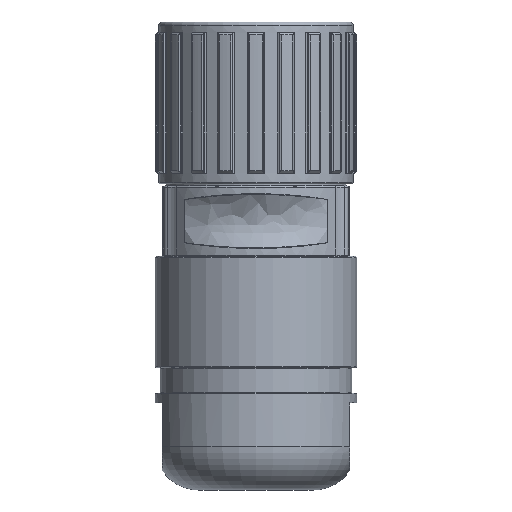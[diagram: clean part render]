
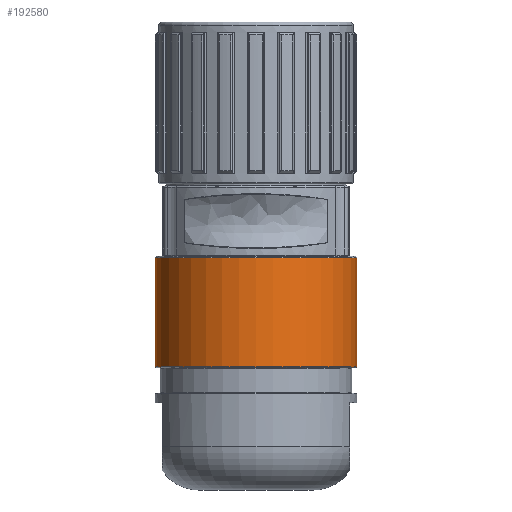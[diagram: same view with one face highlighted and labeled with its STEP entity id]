
A CAD part, front view. The second image highlights one B-rep face of the part: STEP entity #192580.
In plain terms, the highlighted cylindrical face has radius 14 mm (diameter 28 mm), a partial arc.
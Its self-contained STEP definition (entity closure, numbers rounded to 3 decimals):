
#810=CARTESIAN_POINT('',(14.,0.,
-21.5));
#820=VERTEX_POINT('',#810);
#850=CARTESIAN_POINT('',(0.,0.,
-21.5));
#860=DIRECTION('',(0.,0.,-1.));
#870=DIRECTION('',(-1.,0.,0.));
#880=AXIS2_PLACEMENT_3D('',#850,#860,#870);
#890=CIRCLE('',#880,14.);
#900=CARTESIAN_POINT('',(0.,-14.,-21.5));
#910=VERTEX_POINT('',#900);
#920=EDGE_CURVE('',#820,#910,#890,.T.);
#940=CARTESIAN_POINT('',(-14.,0.,
-21.5));
#950=VERTEX_POINT('',#940);
#960=EDGE_CURVE('',#910,#950,#890,.T.);
#58620=CARTESIAN_POINT('',(0.,0.,
-36.7));
#58630=DIRECTION('',(0.,0.,1.));
#58640=DIRECTION('',(1.,0.,-0.));
#58650=AXIS2_PLACEMENT_3D('',#58620,#58630,#58640);
#58660=CIRCLE('',#58650,14.);
#58670=CARTESIAN_POINT('',(0.,-14.,-36.7));
#58680=VERTEX_POINT('',#58670);
#58690=CARTESIAN_POINT('',(14.,0.,-36.7)
);
#58700=VERTEX_POINT('',#58690);
#58710=EDGE_CURVE('',#58680,#58700,#58660,.T.);
#59000=CARTESIAN_POINT('',(-14.,0.,-36.7
));
#59010=VERTEX_POINT('',#59000);
#59040=EDGE_CURVE('',#59010,#58680,#58660,.T.);
#192350=CARTESIAN_POINT('',(0.,0.,-21.5));
#192360=DIRECTION('',(0.,0.,-1.));
#192370=DIRECTION('',(-1.,0.,-0.));
#192380=AXIS2_PLACEMENT_3D('',#192350,#192360,#192370);
#192390=CYLINDRICAL_SURFACE('',#192380,14.);
#192400=CARTESIAN_POINT('',(-14.,0.,-21.5));
#192410=DIRECTION('',(0.,0.,-1.));
#192420=VECTOR('',#192410,1.);
#192430=LINE('',#192400,#192420);
#192440=EDGE_CURVE('',#950,#59010,#192430,.T.);
#192450=ORIENTED_EDGE('',*,*,#192440,.T.);
#192460=ORIENTED_EDGE('',*,*,#960,.T.);
#192470=ORIENTED_EDGE('',*,*,#920,.T.);
#192480=CARTESIAN_POINT('',(14.,0.,-21.5)
);
#192490=DIRECTION('',(0.,0.,-1.));
#192500=VECTOR('',#192490,1.);
#192510=LINE('',#192480,#192500);
#192520=EDGE_CURVE('',#820,#58700,#192510,.T.);
#192530=ORIENTED_EDGE('',*,*,#192520,.F.);
#192540=ORIENTED_EDGE('',*,*,#58710,.T.);
#192550=ORIENTED_EDGE('',*,*,#59040,.T.);
#192560=EDGE_LOOP('',(#192550,#192540,#192530,#192470,#192460,#192450));
#192570=FACE_OUTER_BOUND('',#192560,.T.);
#192580=ADVANCED_FACE('',(#192570),#192390,.T.);
